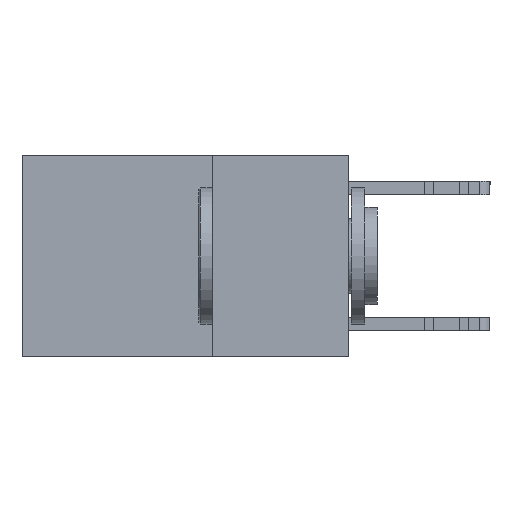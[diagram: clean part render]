
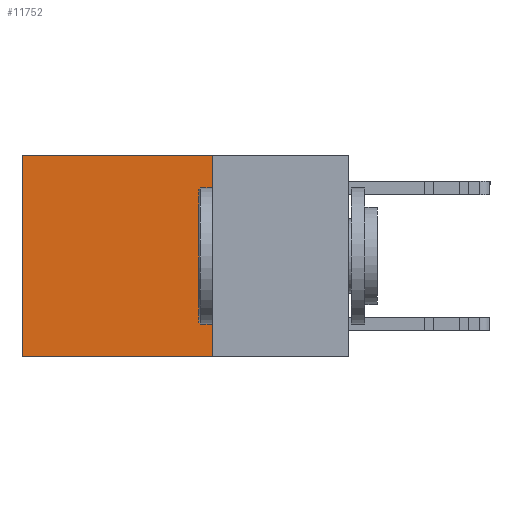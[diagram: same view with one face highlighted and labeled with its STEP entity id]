
A CAD part, left-side view. The second image highlights one B-rep face of the part: STEP entity #11752.
In plain terms, the highlighted planar face has unit normal (-1, 0, 0).
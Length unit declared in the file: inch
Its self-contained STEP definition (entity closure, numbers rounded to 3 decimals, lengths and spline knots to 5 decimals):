
#354 = EDGE_CURVE ( 'NONE', #21704, #4374, #5133, .T. ) ;
#923 = CARTESIAN_POINT ( 'NONE',  ( 0.2625, 0.25, 0. ) ) ;
#3251 = EDGE_CURVE ( 'NONE', #12346, #21704, #25169, .T. ) ;
#3457 = VERTEX_POINT ( 'NONE', #29371 ) ;
#4374 = VERTEX_POINT ( 'NONE', #25174 ) ;
#5133 = LINE ( 'NONE', #19137, #21016 ) ;
#5426 = DIRECTION ( 'NONE',  ( 0., 1., 0. ) ) ;
#5544 = ORIENTED_EDGE ( 'NONE', *, *, #354, .F. ) ;
#6393 = DIRECTION ( 'NONE',  ( 0., 0., -1. ) ) ;
#6512 = ORIENTED_EDGE ( 'NONE', *, *, #25260, .T. ) ;
#6518 = EDGE_LOOP ( 'NONE', ( #6512, #5544, #16107, #18969 ) ) ;
#6708 = PLANE ( 'NONE',  #14292 ) ;
#6989 = DIRECTION ( 'NONE',  ( 0., 0., -1. ) ) ;
#7286 = VECTOR ( 'NONE', #30020, 39.37008 ) ;
#8428 = DIRECTION ( 'NONE',  ( 0., 1., 0. ) ) ;
#11263 = CARTESIAN_POINT ( 'NONE',  ( 0.2625, 0.6, 0. ) ) ;
#11752 = ADVANCED_FACE ( 'NONE', ( #25846 ), #6708, .F. ) ;
#12346 = VERTEX_POINT ( 'NONE', #923 ) ;
#12728 = VECTOR ( 'NONE', #8428, 39.37008 ) ;
#14292 = AXIS2_PLACEMENT_3D ( 'NONE', #20700, #27538, #6989 ) ;
#16107 = ORIENTED_EDGE ( 'NONE', *, *, #3251, .F. ) ;
#18969 = ORIENTED_EDGE ( 'NONE', *, *, #27934, .T. ) ;
#19137 = CARTESIAN_POINT ( 'NONE',  ( 0.2625, 0.25, -0.37 ) ) ;
#20700 = CARTESIAN_POINT ( 'NONE',  ( 0.2625, 0.25, 0. ) ) ;
#21016 = VECTOR ( 'NONE', #5426, 39.37008 ) ;
#21704 = VERTEX_POINT ( 'NONE', #22460 ) ;
#22460 = CARTESIAN_POINT ( 'NONE',  ( 0.2625, 0.25, -0.37 ) ) ;
#24716 = CARTESIAN_POINT ( 'NONE',  ( 0.2625, 0.25, 0. ) ) ;
#25169 = LINE ( 'NONE', #27586, #7286 ) ;
#25174 = CARTESIAN_POINT ( 'NONE',  ( 0.2625, 0.6, -0.37 ) ) ;
#25260 = EDGE_CURVE ( 'NONE', #3457, #4374, #27245, .T. ) ;
#25846 = FACE_OUTER_BOUND ( 'NONE', #6518, .T. ) ;
#27245 = LINE ( 'NONE', #11263, #27699 ) ;
#27538 = DIRECTION ( 'NONE',  ( 1., 0., 0. ) ) ;
#27586 = CARTESIAN_POINT ( 'NONE',  ( 0.2625, 0.25, 0. ) ) ;
#27699 = VECTOR ( 'NONE', #6393, 39.37008 ) ;
#27934 = EDGE_CURVE ( 'NONE', #12346, #3457, #29422, .T. ) ;
#29371 = CARTESIAN_POINT ( 'NONE',  ( 0.2625, 0.6, 0. ) ) ;
#29422 = LINE ( 'NONE', #24716, #12728 ) ;
#30020 = DIRECTION ( 'NONE',  ( 0., 0., -1. ) ) ;
